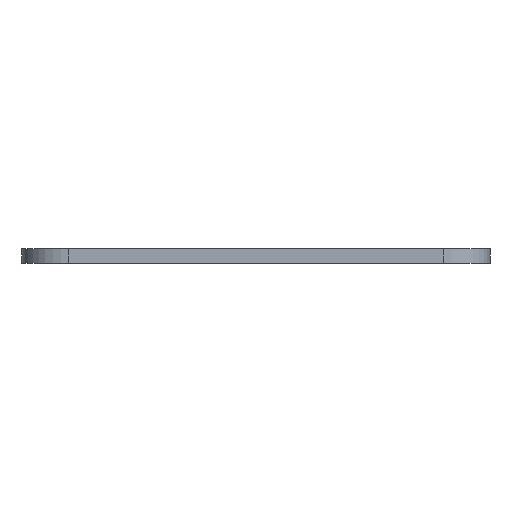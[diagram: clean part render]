
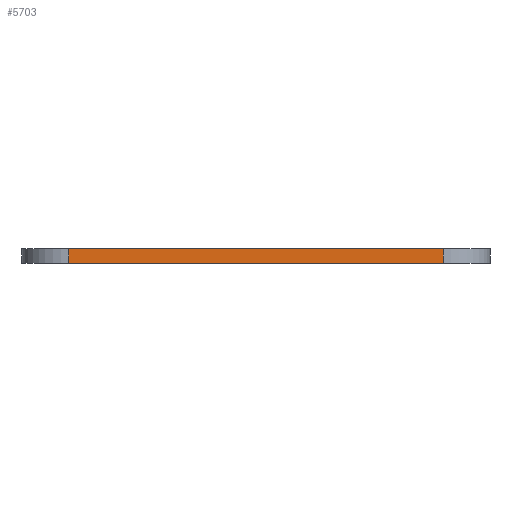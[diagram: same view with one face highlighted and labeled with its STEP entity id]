
A CAD part, left-side view. The second image highlights one B-rep face of the part: STEP entity #5703.
In plain terms, the highlighted planar face has unit normal (-1, 0, 0).
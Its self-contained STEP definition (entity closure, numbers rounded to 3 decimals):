
#84 = PLANE('',#85);
#85 = AXIS2_PLACEMENT_3D('',#86,#87,#88);
#86 = CARTESIAN_POINT('',(169.722,-104.693,1.6));
#87 = DIRECTION('',(-0.,-0.,-1.));
#88 = DIRECTION('',(-1.,0.,0.));
#143 = PLANE('',#144);
#144 = AXIS2_PLACEMENT_3D('',#145,#146,#147);
#145 = CARTESIAN_POINT('',(169.722,-104.693,0.));
#146 = DIRECTION('',(-0.,-0.,-1.));
#147 = DIRECTION('',(-1.,0.,0.));
#340 = VERTEX_POINT('',#341);
#341 = CARTESIAN_POINT('',(140.,-124.,0.));
#360 = CYLINDRICAL_SURFACE('',#361,5.);
#361 = AXIS2_PLACEMENT_3D('',#362,#363,#364);
#362 = CARTESIAN_POINT('',(145.,-124.,0.));
#363 = DIRECTION('',(-0.,-0.,-1.));
#364 = DIRECTION('',(1.,0.,-0.));
#372 = EDGE_CURVE('',#340,#373,#375,.T.);
#373 = VERTEX_POINT('',#374);
#374 = CARTESIAN_POINT('',(140.,-84.,0.));
#375 = SURFACE_CURVE('',#376,(#380,#387),.PCURVE_S1.);
#376 = LINE('',#377,#378);
#377 = CARTESIAN_POINT('',(140.,-124.,0.));
#378 = VECTOR('',#379,1.);
#379 = DIRECTION('',(0.,1.,0.));
#380 = PCURVE('',#143,#381);
#381 = DEFINITIONAL_REPRESENTATION('',(#382),#386);
#382 = LINE('',#383,#384);
#383 = CARTESIAN_POINT('',(29.722,-19.307));
#384 = VECTOR('',#385,1.);
#385 = DIRECTION('',(0.,1.));
#386 = ( GEOMETRIC_REPRESENTATION_CONTEXT(2) 
PARAMETRIC_REPRESENTATION_CONTEXT() REPRESENTATION_CONTEXT('2D SPACE',''
  ) );
#387 = PCURVE('',#388,#393);
#388 = PLANE('',#389);
#389 = AXIS2_PLACEMENT_3D('',#390,#391,#392);
#390 = CARTESIAN_POINT('',(140.,-124.,0.));
#391 = DIRECTION('',(-1.,0.,0.));
#392 = DIRECTION('',(0.,1.,0.));
#393 = DEFINITIONAL_REPRESENTATION('',(#394),#398);
#394 = LINE('',#395,#396);
#395 = CARTESIAN_POINT('',(0.,0.));
#396 = VECTOR('',#397,1.);
#397 = DIRECTION('',(1.,0.));
#398 = ( GEOMETRIC_REPRESENTATION_CONTEXT(2) 
PARAMETRIC_REPRESENTATION_CONTEXT() REPRESENTATION_CONTEXT('2D SPACE',''
  ) );
#421 = CYLINDRICAL_SURFACE('',#422,5.);
#422 = AXIS2_PLACEMENT_3D('',#423,#424,#425);
#423 = CARTESIAN_POINT('',(145.,-84.,0.));
#424 = DIRECTION('',(-0.,-0.,-1.));
#425 = DIRECTION('',(1.,0.,-0.));
#3174 = VERTEX_POINT('',#3175);
#3175 = CARTESIAN_POINT('',(140.,-124.,1.6));
#3201 = EDGE_CURVE('',#3174,#3202,#3204,.T.);
#3202 = VERTEX_POINT('',#3203);
#3203 = CARTESIAN_POINT('',(140.,-84.,1.6));
#3204 = SURFACE_CURVE('',#3205,(#3209,#3216),.PCURVE_S1.);
#3205 = LINE('',#3206,#3207);
#3206 = CARTESIAN_POINT('',(140.,-124.,1.6));
#3207 = VECTOR('',#3208,1.);
#3208 = DIRECTION('',(0.,1.,0.));
#3209 = PCURVE('',#84,#3210);
#3210 = DEFINITIONAL_REPRESENTATION('',(#3211),#3215);
#3211 = LINE('',#3212,#3213);
#3212 = CARTESIAN_POINT('',(29.722,-19.307));
#3213 = VECTOR('',#3214,1.);
#3214 = DIRECTION('',(0.,1.));
#3215 = ( GEOMETRIC_REPRESENTATION_CONTEXT(2) 
PARAMETRIC_REPRESENTATION_CONTEXT() REPRESENTATION_CONTEXT('2D SPACE',''
  ) );
#3216 = PCURVE('',#388,#3217);
#3217 = DEFINITIONAL_REPRESENTATION('',(#3218),#3222);
#3218 = LINE('',#3219,#3220);
#3219 = CARTESIAN_POINT('',(0.,-1.6));
#3220 = VECTOR('',#3221,1.);
#3221 = DIRECTION('',(1.,0.));
#3222 = ( GEOMETRIC_REPRESENTATION_CONTEXT(2) 
PARAMETRIC_REPRESENTATION_CONTEXT() REPRESENTATION_CONTEXT('2D SPACE',''
  ) );
#5653 = EDGE_CURVE('',#340,#3174,#5654,.T.);
#5654 = SURFACE_CURVE('',#5655,(#5659,#5666),.PCURVE_S1.);
#5655 = LINE('',#5656,#5657);
#5656 = CARTESIAN_POINT('',(140.,-124.,0.));
#5657 = VECTOR('',#5658,1.);
#5658 = DIRECTION('',(0.,0.,1.));
#5659 = PCURVE('',#360,#5660);
#5660 = DEFINITIONAL_REPRESENTATION('',(#5661),#5665);
#5661 = LINE('',#5662,#5663);
#5662 = CARTESIAN_POINT('',(-3.142,0.));
#5663 = VECTOR('',#5664,1.);
#5664 = DIRECTION('',(-0.,-1.));
#5665 = ( GEOMETRIC_REPRESENTATION_CONTEXT(2) 
PARAMETRIC_REPRESENTATION_CONTEXT() REPRESENTATION_CONTEXT('2D SPACE',''
  ) );
#5666 = PCURVE('',#388,#5667);
#5667 = DEFINITIONAL_REPRESENTATION('',(#5668),#5672);
#5668 = LINE('',#5669,#5670);
#5669 = CARTESIAN_POINT('',(0.,0.));
#5670 = VECTOR('',#5671,1.);
#5671 = DIRECTION('',(0.,-1.));
#5672 = ( GEOMETRIC_REPRESENTATION_CONTEXT(2) 
PARAMETRIC_REPRESENTATION_CONTEXT() REPRESENTATION_CONTEXT('2D SPACE',''
  ) );
#5703 = ADVANCED_FACE('',(#5704),#388,.T.);
#5704 = FACE_BOUND('',#5705,.T.);
#5705 = EDGE_LOOP('',(#5706,#5707,#5708,#5729));
#5706 = ORIENTED_EDGE('',*,*,#5653,.T.);
#5707 = ORIENTED_EDGE('',*,*,#3201,.T.);
#5708 = ORIENTED_EDGE('',*,*,#5709,.F.);
#5709 = EDGE_CURVE('',#373,#3202,#5710,.T.);
#5710 = SURFACE_CURVE('',#5711,(#5715,#5722),.PCURVE_S1.);
#5711 = LINE('',#5712,#5713);
#5712 = CARTESIAN_POINT('',(140.,-84.,0.));
#5713 = VECTOR('',#5714,1.);
#5714 = DIRECTION('',(0.,0.,1.));
#5715 = PCURVE('',#388,#5716);
#5716 = DEFINITIONAL_REPRESENTATION('',(#5717),#5721);
#5717 = LINE('',#5718,#5719);
#5718 = CARTESIAN_POINT('',(40.,0.));
#5719 = VECTOR('',#5720,1.);
#5720 = DIRECTION('',(0.,-1.));
#5721 = ( GEOMETRIC_REPRESENTATION_CONTEXT(2) 
PARAMETRIC_REPRESENTATION_CONTEXT() REPRESENTATION_CONTEXT('2D SPACE',''
  ) );
#5722 = PCURVE('',#421,#5723);
#5723 = DEFINITIONAL_REPRESENTATION('',(#5724),#5728);
#5724 = LINE('',#5725,#5726);
#5725 = CARTESIAN_POINT('',(-3.142,0.));
#5726 = VECTOR('',#5727,1.);
#5727 = DIRECTION('',(-0.,-1.));
#5728 = ( GEOMETRIC_REPRESENTATION_CONTEXT(2) 
PARAMETRIC_REPRESENTATION_CONTEXT() REPRESENTATION_CONTEXT('2D SPACE',''
  ) );
#5729 = ORIENTED_EDGE('',*,*,#372,.F.);
